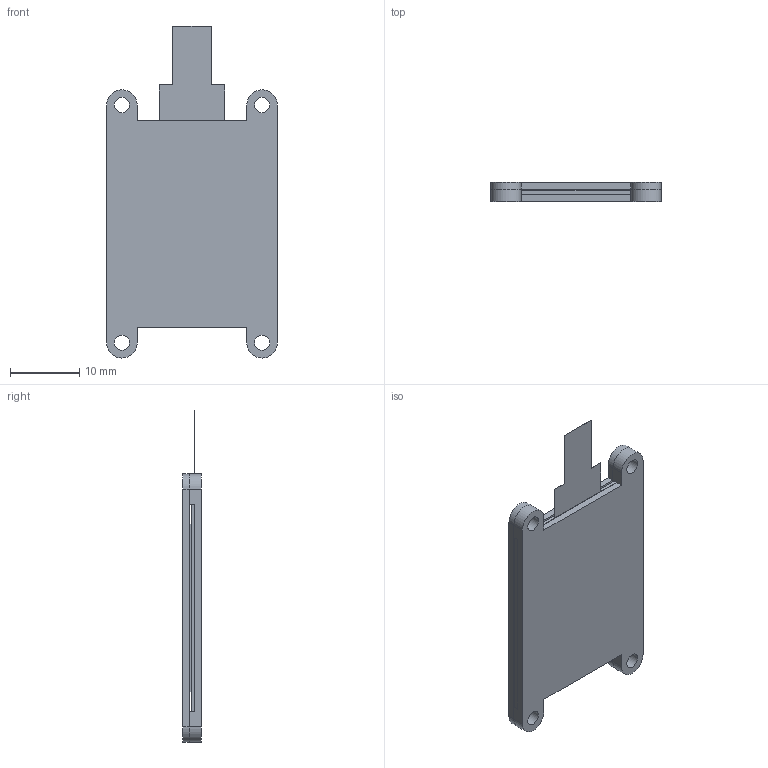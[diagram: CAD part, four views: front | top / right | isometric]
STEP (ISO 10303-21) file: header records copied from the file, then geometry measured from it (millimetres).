
FILE_DESCRIPTION(/* description */ (''),/* implementation_level */ '2;1');
FILE_NAME(/* name */ 'Display Module v12.step',/* time_stamp */ '2024-03-24T15:10:07+11:00',/* author */ (''),/* organization */ (''),/* preprocessor_version */ 'ST-DEVELOPER v20',/* originating_system */ 'Autodesk Translation Framework v12.20.1.177',/* authorisation */ '');
FILE_SCHEMA (('AUTOMOTIVE_DESIGN { 1 0 10303 214 3 1 1 }'));
Length unit declared in the file: millimetre
Products named in the file (1): Display Module
Bounding box: 24.68 x 2.75 x 48.03 mm (x, y, z)
Volume: 2130 mm3; surface area: 5323.2 mm2
Topology: 3 solids, 3 shells, 63 faces, 164 edges, 108 vertices
Faces by surface type: plane 47, cylinder 16
Full cylindrical faces by diameter (mm): 2.2 x8
Entity records: 2012 total; most frequent: CARTESIAN_POINT 336, ORIENTED_EDGE 328, DIRECTION 324, EDGE_CURVE 164, LINE 132, VECTOR 132, VERTEX_POINT 108, AXIS2_PLACEMENT_3D 96
